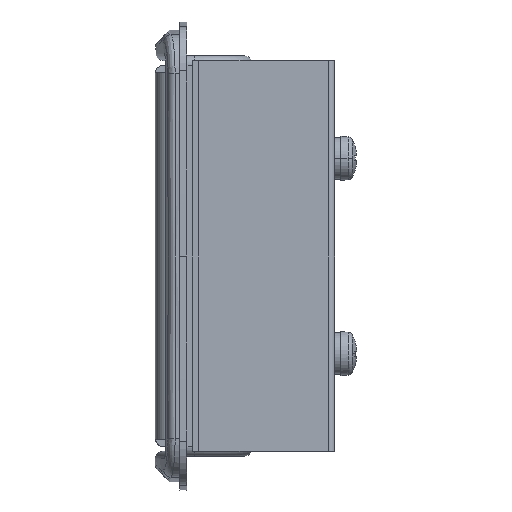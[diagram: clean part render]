
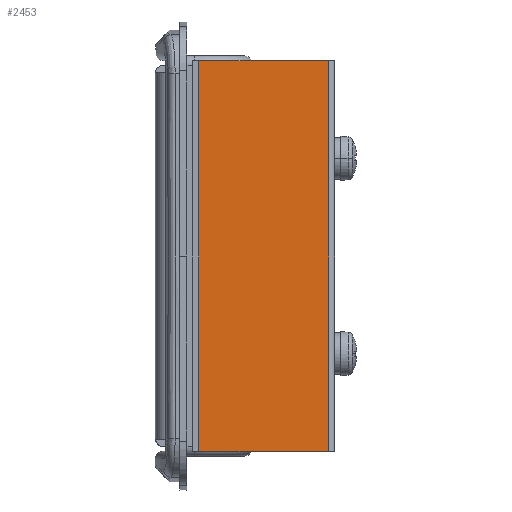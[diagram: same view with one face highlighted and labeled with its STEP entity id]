
A CAD part, left-side view. The second image highlights one B-rep face of the part: STEP entity #2453.
In plain terms, the highlighted face is planar.
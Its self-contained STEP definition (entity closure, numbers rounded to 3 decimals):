
#14 = CARTESIAN_POINT ( 'NONE',  ( -40., -27.8, 9. ) ) ;
#166 = LINE ( 'NONE', #15078, #1896 ) ;
#404 = DIRECTION ( 'NONE',  ( 0., -1., 0. ) ) ;
#737 = ORIENTED_EDGE ( 'NONE', *, *, #9433, .F. ) ;
#1896 = VECTOR ( 'NONE', #13373, 1000. ) ;
#2115 = CARTESIAN_POINT ( 'NONE',  ( -40., -27.8, 9. ) ) ;
#2453 = ADVANCED_FACE ( 'NONE', ( #14611 ), #7623, .F. ) ;
#2462 = EDGE_CURVE ( 'NONE', #2776, #7981, #3817, .T. ) ;
#2513 = DIRECTION ( 'NONE',  ( -1., 0., 0. ) ) ;
#2548 = CARTESIAN_POINT ( 'NONE',  ( 40., -27.8, 9. ) ) ;
#2715 = VECTOR ( 'NONE', #404, 1000. ) ;
#2776 = VERTEX_POINT ( 'NONE', #12477 ) ;
#3817 = LINE ( 'NONE', #2115, #2715 ) ;
#4141 = CARTESIAN_POINT ( 'NONE',  ( 40., -1.2, 9. ) ) ;
#4217 = DIRECTION ( 'NONE',  ( 0., 0., -1. ) ) ;
#5081 = EDGE_LOOP ( 'NONE', ( #737, #6573, #9127, #7408 ) ) ;
#5910 = CARTESIAN_POINT ( 'NONE',  ( 40., -27.8, 9. ) ) ;
#6573 = ORIENTED_EDGE ( 'NONE', *, *, #12577, .T. ) ;
#7408 = ORIENTED_EDGE ( 'NONE', *, *, #12221, .F. ) ;
#7623 = PLANE ( 'NONE',  #14172 ) ;
#7981 = VERTEX_POINT ( 'NONE', #14 ) ;
#9127 = ORIENTED_EDGE ( 'NONE', *, *, #2462, .T. ) ;
#9433 = EDGE_CURVE ( 'NONE', #14459, #9705, #14892, .T. ) ;
#9705 = VERTEX_POINT ( 'NONE', #2548 ) ;
#10690 = DIRECTION ( 'NONE',  ( -1., 0., 0. ) ) ;
#11475 = DIRECTION ( 'NONE',  ( 0., -1., 0. ) ) ;
#12221 = EDGE_CURVE ( 'NONE', #9705, #7981, #166, .T. ) ;
#12397 = CARTESIAN_POINT ( 'NONE',  ( 40., -1.2, 9. ) ) ;
#12477 = CARTESIAN_POINT ( 'NONE',  ( -40., -1.2, 9. ) ) ;
#12577 = EDGE_CURVE ( 'NONE', #14459, #2776, #14103, .T. ) ;
#13186 = CARTESIAN_POINT ( 'NONE',  ( 40., -27.8, 9. ) ) ;
#13373 = DIRECTION ( 'NONE',  ( -1., 0., 0. ) ) ;
#14103 = LINE ( 'NONE', #12397, #14856 ) ;
#14172 = AXIS2_PLACEMENT_3D ( 'NONE', #5910, #4217, #2513 ) ;
#14459 = VERTEX_POINT ( 'NONE', #4141 ) ;
#14611 = FACE_OUTER_BOUND ( 'NONE', #5081, .T. ) ;
#14856 = VECTOR ( 'NONE', #10690, 1000. ) ;
#14892 = LINE ( 'NONE', #13186, #15990 ) ;
#15078 = CARTESIAN_POINT ( 'NONE',  ( 40., -27.8, 9. ) ) ;
#15990 = VECTOR ( 'NONE', #11475, 1000. ) ;
